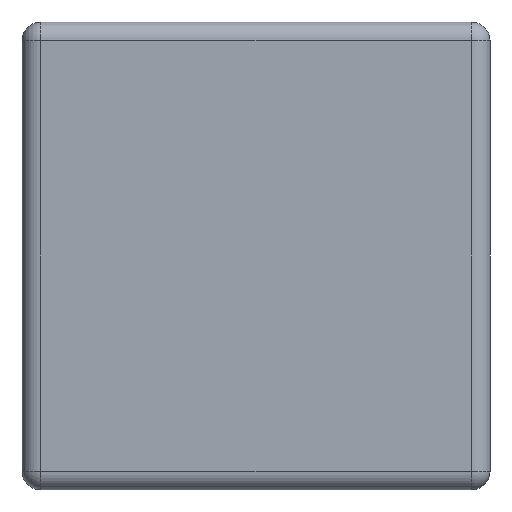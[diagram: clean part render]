
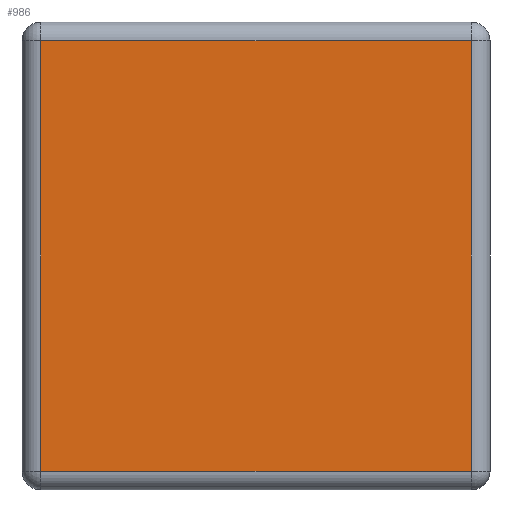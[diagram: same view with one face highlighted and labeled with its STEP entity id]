
A CAD part, left-side view. The second image highlights one B-rep face of the part: STEP entity #986.
In plain terms, the highlighted planar face has unit normal (-1, 0, 0).
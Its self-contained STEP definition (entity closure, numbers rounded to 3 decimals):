
#59 = CARTESIAN_POINT ( 'NONE',  ( -0.5, 0.23, -0.23 ) ) ;
#72 = ORIENTED_EDGE ( 'NONE', *, *, #2447, .T. ) ;
#86 = VERTEX_POINT ( 'NONE', #1793 ) ;
#156 = VECTOR ( 'NONE', #921, 1000. ) ;
#449 = LINE ( 'NONE', #1158, #1343 ) ;
#471 = CARTESIAN_POINT ( 'NONE',  ( -0.5, 0.23, 0. ) ) ;
#491 = VECTOR ( 'NONE', #2022, 1000. ) ;
#518 = PLANE ( 'NONE',  #1907 ) ;
#623 = CARTESIAN_POINT ( 'NONE',  ( -0.5, 0., 0.23 ) ) ;
#646 = ORIENTED_EDGE ( 'NONE', *, *, #791, .T. ) ;
#716 = ORIENTED_EDGE ( 'NONE', *, *, #1563, .T. ) ;
#791 = EDGE_CURVE ( 'NONE', #1363, #1951, #1240, .T. ) ;
#921 = DIRECTION ( 'NONE',  ( 0., 0., -1. ) ) ;
#986 = ADVANCED_FACE ( 'NONE', ( #1208 ), #518, .F. ) ;
#1052 = CARTESIAN_POINT ( 'NONE',  ( -0.5, -0.23, 0. ) ) ;
#1149 = CARTESIAN_POINT ( 'NONE',  ( -0.5, -0.23, 0.23 ) ) ;
#1158 = CARTESIAN_POINT ( 'NONE',  ( -0.5, 0., -0.23 ) ) ;
#1173 = ORIENTED_EDGE ( 'NONE', *, *, #2191, .T. ) ;
#1208 = FACE_OUTER_BOUND ( 'NONE', #1850, .T. ) ;
#1213 = CARTESIAN_POINT ( 'NONE',  ( -0.5, -0.23, -0.23 ) ) ;
#1240 = LINE ( 'NONE', #1052, #491 ) ;
#1290 = DIRECTION ( 'NONE',  ( 0., 0., -1. ) ) ;
#1343 = VECTOR ( 'NONE', #1738, 1000. ) ;
#1363 = VERTEX_POINT ( 'NONE', #1213 ) ;
#1366 = VERTEX_POINT ( 'NONE', #59 ) ;
#1552 = LINE ( 'NONE', #471, #156 ) ;
#1563 = EDGE_CURVE ( 'NONE', #86, #1366, #1552, .T. ) ;
#1738 = DIRECTION ( 'NONE',  ( 0., -1., 0. ) ) ;
#1793 = CARTESIAN_POINT ( 'NONE',  ( -0.5, 0.23, 0.23 ) ) ;
#1850 = EDGE_LOOP ( 'NONE', ( #1173, #716, #72, #646 ) ) ;
#1907 = AXIS2_PLACEMENT_3D ( 'NONE', #2239, #2438, #1290 ) ;
#1927 = LINE ( 'NONE', #623, #2119 ) ;
#1951 = VERTEX_POINT ( 'NONE', #1149 ) ;
#2022 = DIRECTION ( 'NONE',  ( 0., 0., 1. ) ) ;
#2119 = VECTOR ( 'NONE', #2151, 1000. ) ;
#2151 = DIRECTION ( 'NONE',  ( 0., 1., 0. ) ) ;
#2191 = EDGE_CURVE ( 'NONE', #1951, #86, #1927, .T. ) ;
#2239 = CARTESIAN_POINT ( 'NONE',  ( -0.5, 0., 0. ) ) ;
#2438 = DIRECTION ( 'NONE',  ( 1., 0., 0. ) ) ;
#2447 = EDGE_CURVE ( 'NONE', #1366, #1363, #449, .T. ) ;
